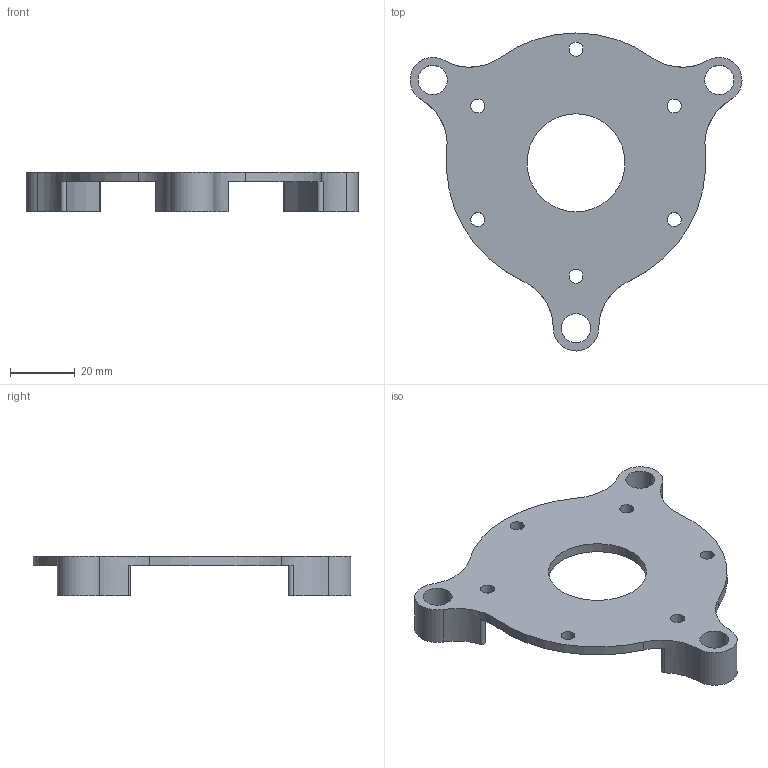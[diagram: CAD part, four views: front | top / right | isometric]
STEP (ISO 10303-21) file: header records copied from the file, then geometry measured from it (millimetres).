
FILE_DESCRIPTION(/* description */ ('STEP AP214'),/* implementation_level */ '2;1');
FILE_NAME(/* name */ '681941fd50d50a4ee4875a5a',/* time_stamp */ '2025-05-05T22:55:58Z',/* author */ (''),/* organization */ (''),/* preprocessor_version */ 'ST-DEVELOPER v20',/* originating_system */ 'ONSHAPE BY PTC INC, 1.197',/* authorisation */ ' ');
FILE_SCHEMA (('AUTOMOTIVE_DESIGN {1 0 10303 214 3 1 1}'));
Length unit declared in the file: metre
Products named in the file (1): Part 1
Bounding box: 102.33 x 98 x 12.3 mm (x, y, z)
Volume: 20446.4 mm3; surface area: 14265.4 mm2
Topology: 1 solids, 1 shells, 36 faces, 102 edges, 68 vertices
Faces by surface type: cylinder 31, plane 5
Full cylindrical faces by diameter (mm): 4.3 x6, 9 x3, 30.2 x1
Entity records: 1234 total; most frequent: DIRECTION 234, CARTESIAN_POINT 197, ORIENTED_EDGE 184, AXIS2_PLACEMENT_3D 105, EDGE_CURVE 92, VERTEX_POINT 68, CIRCLE 68, EDGE_LOOP 66
